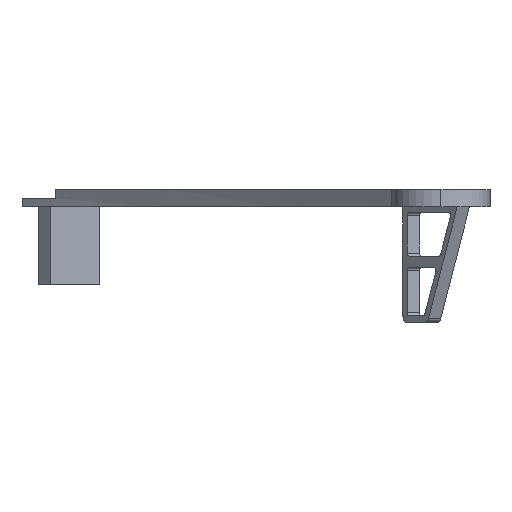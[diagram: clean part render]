
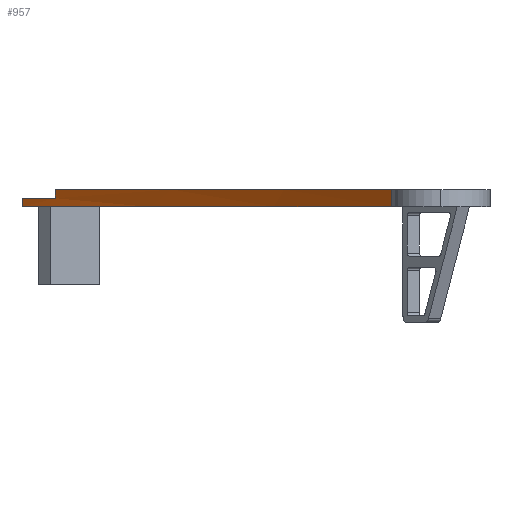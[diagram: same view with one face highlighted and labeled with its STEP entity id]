
A CAD part, left-side view. The second image highlights one B-rep face of the part: STEP entity #957.
In plain terms, the highlighted cylindrical face has radius 1300 mm (diameter 2600 mm), a partial arc.
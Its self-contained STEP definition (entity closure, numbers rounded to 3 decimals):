
#130 = DIRECTION ( 'NONE',  ( 0., 0., -1. ) ) ;
#246 = CARTESIAN_POINT ( 'NONE',  ( -180.936, -163.936, 6. ) ) ;
#304 = DIRECTION ( 'NONE',  ( -1., 0., 0. ) ) ;
#837 = ORIENTED_EDGE ( 'NONE', *, *, #6157, .T. ) ;
#865 = EDGE_CURVE ( 'NONE', #5979, #9160, #3592, .T. ) ;
#957 = ADVANCED_FACE ( 'NONE', ( #6458 ), #8716, .F. ) ;
#1508 = DIRECTION ( 'NONE',  ( 0., 0., -1. ) ) ;
#1591 = CARTESIAN_POINT ( 'NONE',  ( -180.936, -163.936, 0. ) ) ;
#2051 = ORIENTED_EDGE ( 'NONE', *, *, #8771, .F. ) ;
#2067 = EDGE_CURVE ( 'NONE', #2091, #5979, #7691, .T. ) ;
#2091 = VERTEX_POINT ( 'NONE', #6330 ) ;
#2358 = EDGE_CURVE ( 'NONE', #4138, #4110, #3681, .T. ) ;
#2384 = ORIENTED_EDGE ( 'NONE', *, *, #7434, .F. ) ;
#2544 = CARTESIAN_POINT ( 'NONE',  ( -60.021, -35.979, 6. ) ) ;
#2947 = VECTOR ( 'NONE', #1508, 1000. ) ;
#3592 = CIRCLE ( 'NONE', #8857, 1300. ) ;
#3604 = DIRECTION ( 'NONE',  ( 0., 0., 1. ) ) ;
#3681 = CIRCLE ( 'NONE', #6989, 1300. ) ;
#3771 = ORIENTED_EDGE ( 'NONE', *, *, #2358, .F. ) ;
#3850 = CARTESIAN_POINT ( 'NONE',  ( -1063.18, 790.866, 3. ) ) ;
#3868 = CARTESIAN_POINT ( 'NONE',  ( -1063.18, 790.866, 6. ) ) ;
#4110 = VERTEX_POINT ( 'NONE', #9240 ) ;
#4138 = VERTEX_POINT ( 'NONE', #7446 ) ;
#4154 = DIRECTION ( 'NONE',  ( 1., 0., 0. ) ) ;
#4239 = DIRECTION ( 'NONE',  ( 0., 0., -1. ) ) ;
#4308 = LINE ( 'NONE', #7223, #7710 ) ;
#4429 = DIRECTION ( 'NONE',  ( 0., 0., -1. ) ) ;
#4528 = LINE ( 'NONE', #246, #2947 ) ;
#4548 = DIRECTION ( 'NONE',  ( 0., 0., 1. ) ) ;
#4729 = CARTESIAN_POINT ( 'NONE',  ( -69.628, -47.499, 3. ) ) ;
#5429 = DIRECTION ( 'NONE',  ( 0., 0., -1. ) ) ;
#5659 = CIRCLE ( 'NONE', #8216, 1300. ) ;
#5835 = DIRECTION ( 'NONE',  ( -1., 0., 0. ) ) ;
#5979 = VERTEX_POINT ( 'NONE', #7505 ) ;
#6157 = EDGE_CURVE ( 'NONE', #7325, #2091, #5659, .T. ) ;
#6330 = CARTESIAN_POINT ( 'NONE',  ( -60.021, -35.979, 3. ) ) ;
#6458 = FACE_OUTER_BOUND ( 'NONE', #8625, .T. ) ;
#6594 = CARTESIAN_POINT ( 'NONE',  ( -1063.18, 790.866, 6. ) ) ;
#6742 = DIRECTION ( 'NONE',  ( 1., 0., 0. ) ) ;
#6989 = AXIS2_PLACEMENT_3D ( 'NONE', #3868, #4429, #6742 ) ;
#7223 = CARTESIAN_POINT ( 'NONE',  ( -69.628, -47.499, 3. ) ) ;
#7325 = VERTEX_POINT ( 'NONE', #4729 ) ;
#7434 = EDGE_CURVE ( 'NONE', #7325, #4138, #4308, .T. ) ;
#7446 = CARTESIAN_POINT ( 'NONE',  ( -69.628, -47.499, 6. ) ) ;
#7487 = ORIENTED_EDGE ( 'NONE', *, *, #865, .T. ) ;
#7505 = CARTESIAN_POINT ( 'NONE',  ( -60.021, -35.979, 0. ) ) ;
#7644 = AXIS2_PLACEMENT_3D ( 'NONE', #6594, #130, #5835 ) ;
#7691 = LINE ( 'NONE', #2544, #7991 ) ;
#7710 = VECTOR ( 'NONE', #3604, 1000. ) ;
#7991 = VECTOR ( 'NONE', #5429, 1000. ) ;
#8216 = AXIS2_PLACEMENT_3D ( 'NONE', #3850, #4548, #304 ) ;
#8491 = CARTESIAN_POINT ( 'NONE',  ( -1063.18, 790.866, 0. ) ) ;
#8625 = EDGE_LOOP ( 'NONE', ( #3771, #2384, #837, #9279, #7487, #2051 ) ) ;
#8716 = CYLINDRICAL_SURFACE ( 'NONE', #7644, 1300. ) ;
#8771 = EDGE_CURVE ( 'NONE', #4110, #9160, #4528, .T. ) ;
#8857 = AXIS2_PLACEMENT_3D ( 'NONE', #8491, #4239, #4154 ) ;
#9160 = VERTEX_POINT ( 'NONE', #1591 ) ;
#9240 = CARTESIAN_POINT ( 'NONE',  ( -180.936, -163.936, 6. ) ) ;
#9279 = ORIENTED_EDGE ( 'NONE', *, *, #2067, .T. ) ;
